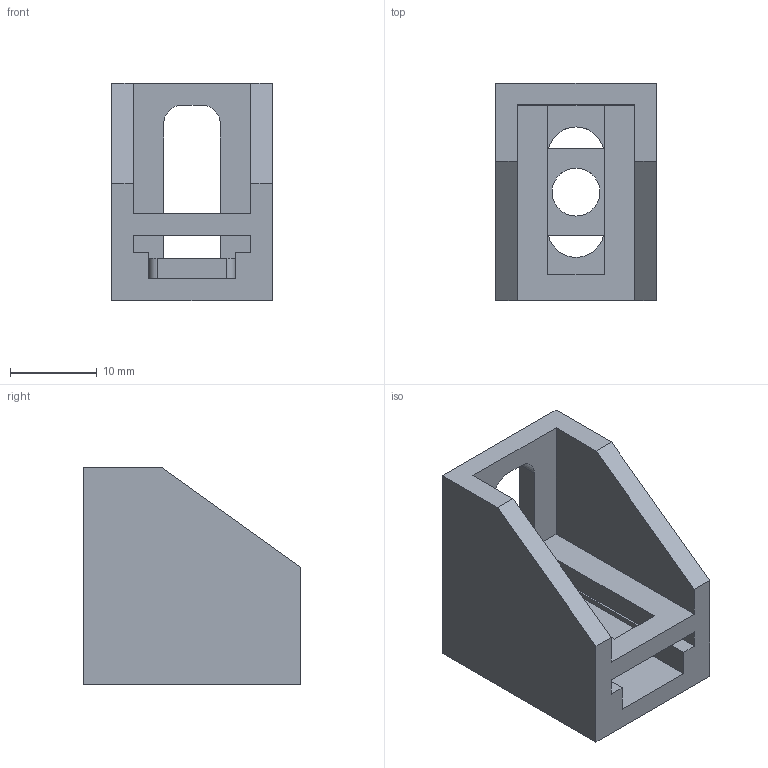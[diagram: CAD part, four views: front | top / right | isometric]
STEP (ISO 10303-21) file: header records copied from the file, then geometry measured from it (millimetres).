
FILE_DESCRIPTION(/* description */ (''),/* implementation_level */ '2;1');
FILE_NAME(/* name */ 'CBLYY0000007.stp',/* time_stamp */ '2018-06-19T11:28:58+02:00',/* author */ ('fzagni'),/* organization */ (''),/* preprocessor_version */ 'ST-DEVELOPER v16.1',/* originating_system */ 'Autodesk Inventor 2016',/* authorisation */ '');
FILE_SCHEMA (('AUTOMOTIVE_DESIGN { 1 0 10303 214 3 1 1 }'));
Length unit declared in the file: millimetre
Products named in the file (1): 30.039.02
Bounding box: 18.5 x 25 x 25 mm (x, y, z)
Volume: 4546.1 mm3; surface area: 3984.4 mm2
Topology: 1 solids, 1 shells, 43 faces, 135 edges, 88 vertices
Faces by surface type: plane 34, cylinder 9
Full cylindrical faces by diameter (mm): 5.5 x1
Entity records: 1579 total; most frequent: ORIENTED_EDGE 268, CARTESIAN_POINT 266, DIRECTION 244, EDGE_CURVE 134, LINE 112, VECTOR 112, VERTEX_POINT 88, AXIS2_PLACEMENT_3D 66
